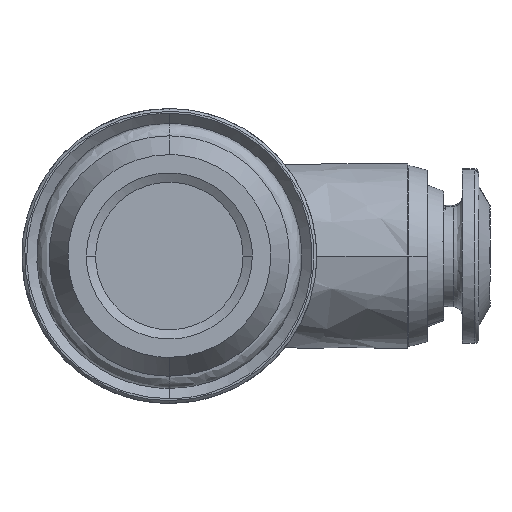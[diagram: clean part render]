
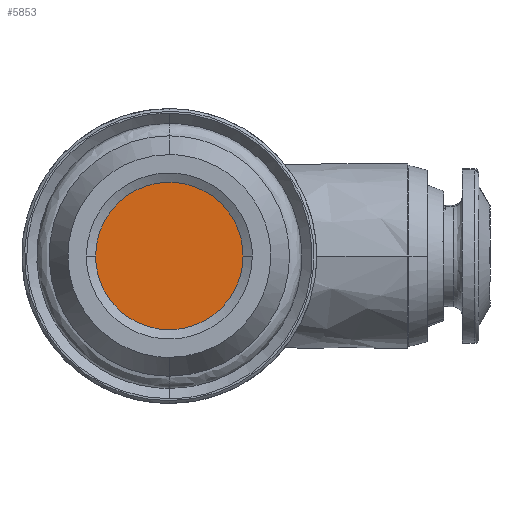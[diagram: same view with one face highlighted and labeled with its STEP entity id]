
A CAD part, front view. The second image highlights one B-rep face of the part: STEP entity #5853.
In plain terms, the highlighted free-form (B-spline) face has degree [1, 1] with [2, 2] control points.
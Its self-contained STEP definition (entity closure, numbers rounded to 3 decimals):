
#185 = CARTESIAN_POINT ( 'NONE',  ( 4.048, -25.189, -4.048 ) ) ;
#211 = CARTESIAN_POINT ( 'NONE',  ( -4., -25.189, 0. ) ) ;
#246 = ORIENTED_EDGE ( 'NONE', *, *, #4960, .F. ) ;
#497 = VERTEX_POINT ( 'NONE', #211 ) ;
#521 =( BOUNDED_CURVE ( )  B_SPLINE_CURVE ( 3, ( #869, #5371, #4384, #3371, #4906, #2367, #4858 ),
 .UNSPECIFIED., .F., .T. ) 
 B_SPLINE_CURVE_WITH_KNOTS ( ( 4, 3, 4 ),
 ( -3.142, -1.571, 0. ),
 .UNSPECIFIED. ) 
 CURVE ( )  GEOMETRIC_REPRESENTATION_ITEM ( )  RATIONAL_B_SPLINE_CURVE ( ( 1., 0.805, 0.805, 1., 0.805, 0.805, 1. ) ) 
 REPRESENTATION_ITEM ( '' )  );
#545 = VERTEX_POINT ( 'NONE', #1747 ) ;
#869 = CARTESIAN_POINT ( 'NONE',  ( -4., -25.189, 0. ) ) ;
#1402 = CARTESIAN_POINT ( 'NONE',  ( -4., -25.189, 0. ) ) ;
#1747 = CARTESIAN_POINT ( 'NONE',  ( 4., -25.189, 0. ) ) ;
#2367 = CARTESIAN_POINT ( 'NONE',  ( 4., -25.189, 2.343 ) ) ;
#2401 = CARTESIAN_POINT ( 'NONE',  ( 4., -25.189, -8. ) ) ;
#3069 =( BOUNDED_CURVE ( )  B_SPLINE_CURVE ( 3, ( #6538, #2401, #3403, #1402 ),
 .UNSPECIFIED., .F., .T. ) 
 B_SPLINE_CURVE_WITH_KNOTS ( ( 4, 4 ),
 ( -3.142, 0. ),
 .UNSPECIFIED. ) 
 CURVE ( )  GEOMETRIC_REPRESENTATION_ITEM ( )  RATIONAL_B_SPLINE_CURVE ( ( 1., 0.333, 0.333, 1. ) ) 
 REPRESENTATION_ITEM ( '' )  );
#3164 = CARTESIAN_POINT ( 'NONE',  ( 4.048, -25.189, 4.048 ) ) ;
#3371 = CARTESIAN_POINT ( 'NONE',  ( 0., -25.189, 4. ) ) ;
#3403 = CARTESIAN_POINT ( 'NONE',  ( -4., -25.189, -8. ) ) ;
#4035 = B_SPLINE_SURFACE_WITH_KNOTS ( 'NONE', 1, 1, ( 
 ( #5695, #3164 ),
 ( #6239, #185 ) ),
 .UNSPECIFIED., .F., .F., .F.,
 ( 2, 2 ),
 ( 2, 2 ),
 ( 0., 1. ),
 ( 0., 1. ),
 .UNSPECIFIED. ) ;
#4138 = EDGE_LOOP ( 'NONE', ( #6340, #246 ) ) ;
#4384 = CARTESIAN_POINT ( 'NONE',  ( -2.343, -25.189, 4. ) ) ;
#4858 = CARTESIAN_POINT ( 'NONE',  ( 4., -25.189, 0. ) ) ;
#4906 = CARTESIAN_POINT ( 'NONE',  ( 2.343, -25.189, 4. ) ) ;
#4960 = EDGE_CURVE ( 'NONE', #497, #545, #521, .T. ) ;
#5026 = EDGE_CURVE ( 'NONE', #545, #497, #3069, .T. ) ;
#5371 = CARTESIAN_POINT ( 'NONE',  ( -4., -25.189, 2.343 ) ) ;
#5695 = CARTESIAN_POINT ( 'NONE',  ( -4.048, -25.189, 4.048 ) ) ;
#5853 = ADVANCED_FACE ( 'NONE', ( #5862 ), #4035, .T. ) ;
#5862 = FACE_OUTER_BOUND ( 'NONE', #4138, .T. ) ;
#6239 = CARTESIAN_POINT ( 'NONE',  ( -4.048, -25.189, -4.048 ) ) ;
#6340 = ORIENTED_EDGE ( 'NONE', *, *, #5026, .F. ) ;
#6538 = CARTESIAN_POINT ( 'NONE',  ( 4., -25.189, 0. ) ) ;
